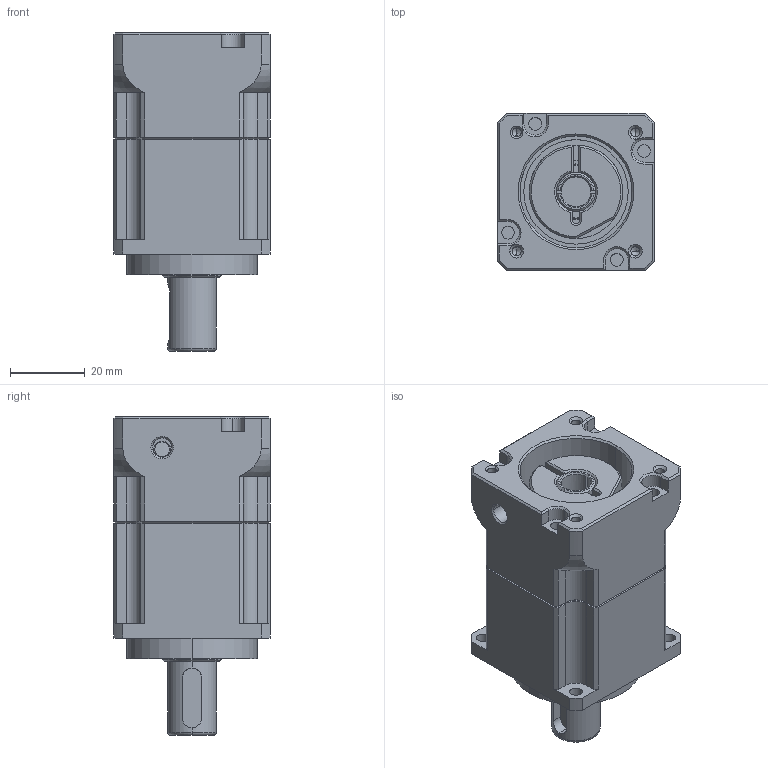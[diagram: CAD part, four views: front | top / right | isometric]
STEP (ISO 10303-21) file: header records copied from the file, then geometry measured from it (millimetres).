
FILE_DESCRIPTION (( 'STEP AP203' ), '1' );
FILE_NAME ('蚾饜极5.STEP', '2020-07-09T05:55:19', ( 'Windows 蚚誧' ), ( 'Microsoft' ), 'SwSTEP 2.0', 'SolidWorks 2017', '' );
FILE_SCHEMA (( 'CONFIG_CONTROL_DESIGN' ));
Length unit declared in the file: millimetre
Products named in the file (6): 蚾饜极5; CZA-001-8; JJT-001; TB042-L1-8-30-45-M3-26-3.5; SCA-001-13; CQA-001
Assembly tree (5 placements, depth 2):
  蚾饜极5
    CQA-001
    TB042-L1-8-30-45-M3-26-3.5
    SCA-001-13
    CZA-001-8
    JJT-001
Bounding box: 42 x 42 x 85.3 mm (x, y, z)
Volume: 93019.2 mm3; surface area: 27542.4 mm2
Topology: 5 solids, 5 shells, 351 faces, 851 edges, 522 vertices
Faces by surface type: plane 136, cylinder 127, cone 76, torus 12
Entity records: 11228 total; most frequent: CARTESIAN_POINT 2255, DIRECTION 1843, ORIENTED_EDGE 1678, EDGE_CURVE 839, AXIS2_PLACEMENT_3D 715, VERTEX_POINT 522, LINE 413, VECTOR 413
